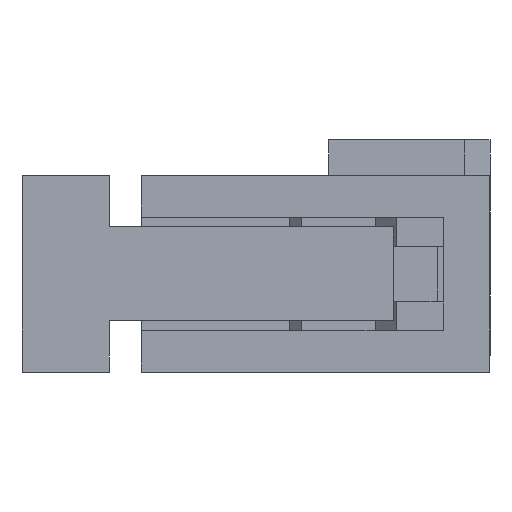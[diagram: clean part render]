
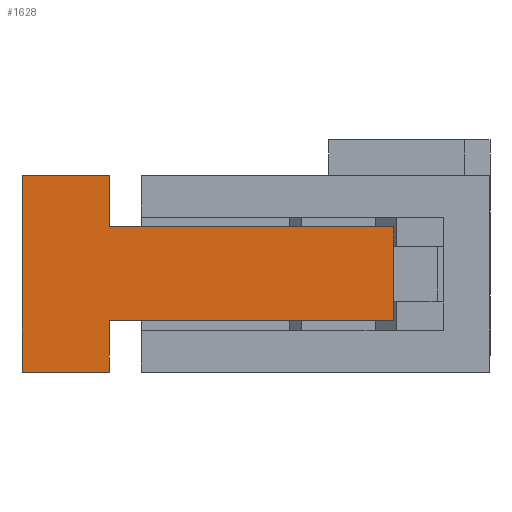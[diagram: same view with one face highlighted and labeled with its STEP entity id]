
A CAD part, left-side view. The second image highlights one B-rep face of the part: STEP entity #1628.
In plain terms, the highlighted planar face has unit normal (-1, 0, 0).
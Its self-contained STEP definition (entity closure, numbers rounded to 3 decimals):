
#1628=ADVANCED_FACE('',(#2430),#2030,.T.);
#2030=PLANE('',#9719);
#2430=FACE_OUTER_BOUND('',#2828,.T.);
#2828=EDGE_LOOP('',(#4359,#4360,#4361,#4362,#4363,#4364,#4365,#4366));
#4359=ORIENTED_EDGE('',*,*,#6947,.T.);
#4360=ORIENTED_EDGE('',*,*,#6948,.T.);
#4361=ORIENTED_EDGE('',*,*,#6945,.T.);
#4362=ORIENTED_EDGE('',*,*,#6949,.T.);
#4363=ORIENTED_EDGE('',*,*,#6950,.T.);
#4364=ORIENTED_EDGE('',*,*,#6865,.T.);
#4365=ORIENTED_EDGE('',*,*,#6951,.F.);
#4366=ORIENTED_EDGE('',*,*,#6864,.T.);
#5843=VERTEX_POINT('',#13453);
#5844=VERTEX_POINT('',#13455);
#5845=VERTEX_POINT('',#13459);
#5846=VERTEX_POINT('',#13460);
#5901=VERTEX_POINT('',#13629);
#5902=VERTEX_POINT('',#13631);
#5903=VERTEX_POINT('',#13635);
#5904=VERTEX_POINT('',#13638);
#6864=EDGE_CURVE('',#5843,#5844,#7994,.T.);
#6865=EDGE_CURVE('',#5845,#5846,#7995,.T.);
#6945=EDGE_CURVE('',#5902,#5901,#8071,.T.);
#6947=EDGE_CURVE('',#5844,#5903,#8073,.T.);
#6948=EDGE_CURVE('',#5903,#5902,#8074,.T.);
#6949=EDGE_CURVE('',#5901,#5904,#8075,.T.);
#6950=EDGE_CURVE('',#5904,#5845,#8076,.T.);
#6951=EDGE_CURVE('',#5843,#5846,#8077,.T.);
#7994=LINE('',#13456,#9106);
#7995=LINE('',#13458,#9107);
#8071=LINE('',#13630,#9183);
#8073=LINE('',#13634,#9185);
#8074=LINE('',#13636,#9186);
#8075=LINE('',#13637,#9187);
#8076=LINE('',#13639,#9188);
#8077=LINE('',#13640,#9189);
#9106=VECTOR('',#11245,1.);
#9107=VECTOR('',#11248,1.);
#9183=VECTOR('',#11370,1.);
#9185=VECTOR('',#11374,1.);
#9186=VECTOR('',#11375,1.);
#9187=VECTOR('',#11376,1.);
#9188=VECTOR('',#11377,1.);
#9189=VECTOR('',#11378,1.);
#9719=AXIS2_PLACEMENT_3D('',#13641,#11379,#11380);
#11245=DIRECTION('',(0.,-1.,0.));
#11248=DIRECTION('',(0.,1.,0.));
#11370=DIRECTION('',(0.,0.,1.));
#11374=DIRECTION('',(0.,0.,1.));
#11375=DIRECTION('',(0.,-1.,0.));
#11376=DIRECTION('',(0.,1.,0.));
#11377=DIRECTION('',(0.,0.,1.));
#11378=DIRECTION('',(0.,0.,1.));
#11379=DIRECTION('',(-1.,0.,0.));
#11380=DIRECTION('',(0.,-1.,0.));
#13453=CARTESIAN_POINT('',(0.,14.5,0.));
#13455=CARTESIAN_POINT('',(0.,11.79,0.));
#13456=CARTESIAN_POINT('',(0.,14.5,0.));
#13458=CARTESIAN_POINT('',(0.,11.79,6.1));
#13459=CARTESIAN_POINT('',(0.,11.79,6.1));
#13460=CARTESIAN_POINT('',(0.,14.5,6.1));
#13629=CARTESIAN_POINT('',(0.,2.99,4.5));
#13630=CARTESIAN_POINT('',(0.,2.99,1.6));
#13631=CARTESIAN_POINT('',(0.,2.99,1.6));
#13634=CARTESIAN_POINT('',(0.,11.79,0.));
#13635=CARTESIAN_POINT('',(0.,11.79,1.6));
#13636=CARTESIAN_POINT('',(0.,11.79,1.6));
#13637=CARTESIAN_POINT('',(0.,2.99,4.5));
#13638=CARTESIAN_POINT('',(0.,11.79,4.5));
#13639=CARTESIAN_POINT('',(0.,11.79,4.5));
#13640=CARTESIAN_POINT('',(0.,14.5,0.));
#13641=CARTESIAN_POINT('',(0.,14.7,-0.2));
